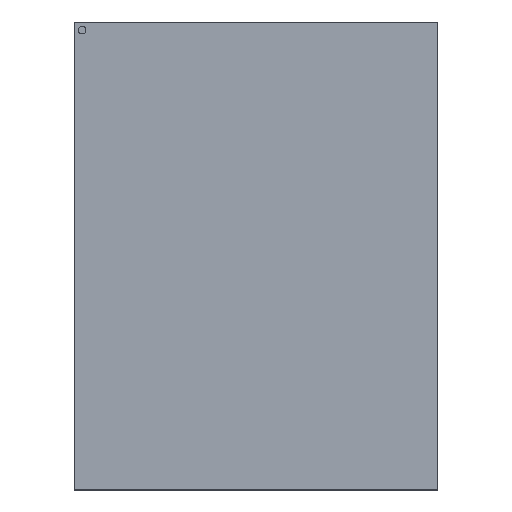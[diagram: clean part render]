
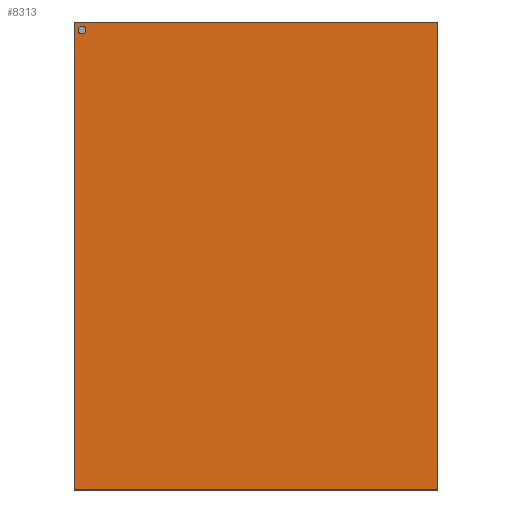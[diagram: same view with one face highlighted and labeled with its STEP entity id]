
A CAD part, top view. The second image highlights one B-rep face of the part: STEP entity #8313.
In plain terms, the highlighted planar face has unit normal (0, 0, 1).
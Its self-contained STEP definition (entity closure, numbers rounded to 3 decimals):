
#3073 = VERTEX_POINT('',#3074);
#3074 = CARTESIAN_POINT('',(-7.,9.,1.2));
#3082 = VERTEX_POINT('',#3083);
#3083 = CARTESIAN_POINT('',(7.,9.,1.2));
#3089 = EDGE_CURVE('',#3073,#3082,#3090,.T.);
#3090 = LINE('',#3091,#3092);
#3091 = CARTESIAN_POINT('',(-7.,9.,1.2));
#3092 = VECTOR('',#3093,1.);
#3093 = DIRECTION('',(1.,0.,0.));
#3105 = EDGE_CURVE('',#3082,#3106,#3108,.T.);
#3106 = VERTEX_POINT('',#3107);
#3107 = CARTESIAN_POINT('',(7.,-9.,1.2));
#3108 = LINE('',#3109,#3110);
#3109 = CARTESIAN_POINT('',(7.,9.,1.2));
#3110 = VECTOR('',#3111,1.);
#3111 = DIRECTION('',(0.,-1.,0.));
#3129 = EDGE_CURVE('',#3073,#3130,#3132,.T.);
#3130 = VERTEX_POINT('',#3131);
#3131 = CARTESIAN_POINT('',(-7.,-9.,1.2));
#3132 = LINE('',#3133,#3134);
#3133 = CARTESIAN_POINT('',(-7.,9.,1.2));
#3134 = VECTOR('',#3135,1.);
#3135 = DIRECTION('',(0.,-1.,0.));
#3154 = EDGE_CURVE('',#3130,#3106,#3155,.T.);
#3155 = LINE('',#3156,#3157);
#3156 = CARTESIAN_POINT('',(-7.,-9.,1.2));
#3157 = VECTOR('',#3158,1.);
#3158 = DIRECTION('',(1.,0.,0.));
#8313 = ADVANCED_FACE('',(#8314,#8320),#8331,.T.);
#8314 = FACE_BOUND('',#8315,.T.);
#8315 = EDGE_LOOP('',(#8316,#8317,#8318,#8319));
#8316 = ORIENTED_EDGE('',*,*,#3089,.F.);
#8317 = ORIENTED_EDGE('',*,*,#3129,.T.);
#8318 = ORIENTED_EDGE('',*,*,#3154,.T.);
#8319 = ORIENTED_EDGE('',*,*,#3105,.F.);
#8320 = FACE_BOUND('',#8321,.T.);
#8321 = EDGE_LOOP('',(#8322));
#8322 = ORIENTED_EDGE('',*,*,#8323,.T.);
#8323 = EDGE_CURVE('',#8324,#8324,#8326,.T.);
#8324 = VERTEX_POINT('',#8325);
#8325 = CARTESIAN_POINT('',(-6.69,8.54,1.2));
#8326 = CIRCLE('',#8327,0.15);
#8327 = AXIS2_PLACEMENT_3D('',#8328,#8329,#8330);
#8328 = CARTESIAN_POINT('',(-6.69,8.69,1.2));
#8329 = DIRECTION('',(-0.,0.,-1.));
#8330 = DIRECTION('',(0.,-1.,0.));
#8331 = PLANE('',#8332);
#8332 = AXIS2_PLACEMENT_3D('',#8333,#8334,#8335);
#8333 = CARTESIAN_POINT('',(-7.,9.,1.2));
#8334 = DIRECTION('',(0.,0.,1.));
#8335 = DIRECTION('',(0.,-1.,0.));
